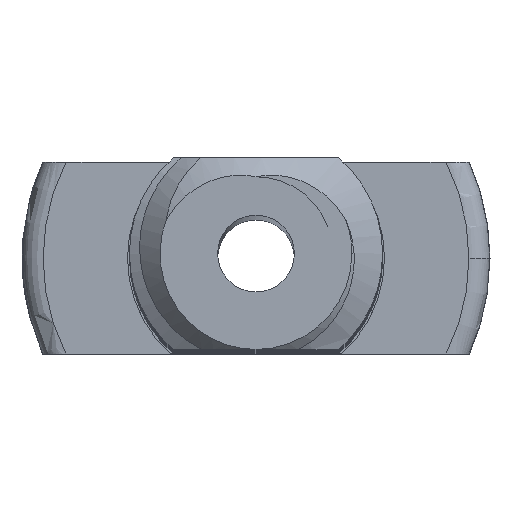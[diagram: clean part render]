
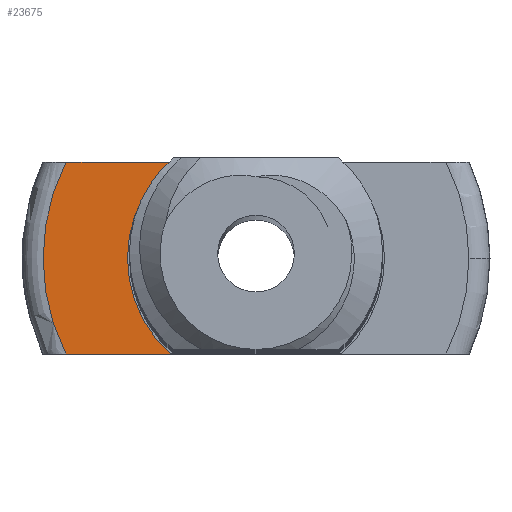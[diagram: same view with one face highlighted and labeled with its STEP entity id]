
A CAD part, top view. The second image highlights one B-rep face of the part: STEP entity #23675.
In plain terms, the highlighted planar face has unit normal (0, 0, 1).
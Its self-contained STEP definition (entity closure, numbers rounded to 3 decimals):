
#5440 = PLANE('',#5441);
#5441 = AXIS2_PLACEMENT_3D('',#5442,#5443,#5444);
#5442 = CARTESIAN_POINT('',(12.5,-2.5,79.627));
#5443 = DIRECTION('',(0.,1.,0.));
#5444 = DIRECTION('',(-1.,0.,0.));
#6229 = PLANE('',#6230);
#6230 = AXIS2_PLACEMENT_3D('',#6231,#6232,#6233);
#6231 = CARTESIAN_POINT('',(-12.5,2.5,79.627));
#6232 = DIRECTION('',(0.,-1.,0.));
#6233 = DIRECTION('',(1.,0.,0.));
#8653 = VERTEX_POINT('',#8654);
#8654 = CARTESIAN_POINT('',(-4.955,-2.5,0.));
#8706 = TOROIDAL_SURFACE('',#8707,5.55,0.55);
#8707 = AXIS2_PLACEMENT_3D('',#8708,#8709,#8710);
#8708 = CARTESIAN_POINT('',(0.,0.,-0.55)
  );
#8709 = DIRECTION('',(0.,0.,1.));
#8710 = DIRECTION('',(1.,0.,0.));
#8737 = EDGE_CURVE('',#8738,#8653,#8740,.T.);
#8738 = VERTEX_POINT('',#8739);
#8739 = CARTESIAN_POINT('',(-2.23,-2.5,0.));
#8740 = SURFACE_CURVE('',#8741,(#8745,#8752),.PCURVE_S1.);
#8741 = LINE('',#8742,#8743);
#8742 = CARTESIAN_POINT('',(6.25,-2.5,0.));
#8743 = VECTOR('',#8744,1.);
#8744 = DIRECTION('',(-1.,0.,0.));
#8745 = PCURVE('',#5440,#8746);
#8746 = DEFINITIONAL_REPRESENTATION('',(#8747),#8751);
#8747 = LINE('',#8748,#8749);
#8748 = CARTESIAN_POINT('',(6.25,-79.627));
#8749 = VECTOR('',#8750,1.);
#8750 = DIRECTION('',(1.,0.));
#8751 = ( GEOMETRIC_REPRESENTATION_CONTEXT(2) 
PARAMETRIC_REPRESENTATION_CONTEXT() REPRESENTATION_CONTEXT('2D SPACE',''
  ) );
#8752 = PCURVE('',#8753,#8758);
#8753 = PLANE('',#8754);
#8754 = AXIS2_PLACEMENT_3D('',#8755,#8756,#8757);
#8755 = CARTESIAN_POINT('',(0.,0.,
    0.));
#8756 = DIRECTION('',(0.,0.,-1.));
#8757 = DIRECTION('',(1.,0.,0.));
#8758 = DEFINITIONAL_REPRESENTATION('',(#8759),#8763);
#8759 = LINE('',#8760,#8761);
#8760 = CARTESIAN_POINT('',(6.25,2.5));
#8761 = VECTOR('',#8762,1.);
#8762 = DIRECTION('',(-1.,0.));
#8763 = ( GEOMETRIC_REPRESENTATION_CONTEXT(2) 
PARAMETRIC_REPRESENTATION_CONTEXT() REPRESENTATION_CONTEXT('2D SPACE',''
  ) );
#8779 = CYLINDRICAL_SURFACE('',#8780,3.35);
#8780 = AXIS2_PLACEMENT_3D('',#8781,#8782,#8783);
#8781 = CARTESIAN_POINT('',(0.,0.,1.8)
  );
#8782 = DIRECTION('',(0.,0.,-1.));
#8783 = DIRECTION('',(1.,0.,0.));
#21450 = VERTEX_POINT('',#21451);
#21451 = CARTESIAN_POINT('',(-2.23,2.5,0.));
#21472 = EDGE_CURVE('',#21473,#21450,#21475,.T.);
#21473 = VERTEX_POINT('',#21474);
#21474 = CARTESIAN_POINT('',(-4.955,2.5,0.));
#21475 = SURFACE_CURVE('',#21476,(#21480,#21487),.PCURVE_S1.);
#21476 = LINE('',#21477,#21478);
#21477 = CARTESIAN_POINT('',(-6.25,2.5,0.));
#21478 = VECTOR('',#21479,1.);
#21479 = DIRECTION('',(1.,0.,0.));
#21480 = PCURVE('',#6229,#21481);
#21481 = DEFINITIONAL_REPRESENTATION('',(#21482),#21486);
#21482 = LINE('',#21483,#21484);
#21483 = CARTESIAN_POINT('',(6.25,-79.627));
#21484 = VECTOR('',#21485,1.);
#21485 = DIRECTION('',(1.,0.));
#21486 = ( GEOMETRIC_REPRESENTATION_CONTEXT(2) 
PARAMETRIC_REPRESENTATION_CONTEXT() REPRESENTATION_CONTEXT('2D SPACE',''
  ) );
#21487 = PCURVE('',#8753,#21488);
#21488 = DEFINITIONAL_REPRESENTATION('',(#21489),#21493);
#21489 = LINE('',#21490,#21491);
#21490 = CARTESIAN_POINT('',(-6.25,-2.5));
#21491 = VECTOR('',#21492,1.);
#21492 = DIRECTION('',(1.,0.));
#21493 = ( GEOMETRIC_REPRESENTATION_CONTEXT(2) 
PARAMETRIC_REPRESENTATION_CONTEXT() REPRESENTATION_CONTEXT('2D SPACE',''
  ) );
#23207 = EDGE_CURVE('',#8738,#21450,#23208,.T.);
#23208 = SURFACE_CURVE('',#23209,(#23214,#23221),.PCURVE_S1.);
#23209 = CIRCLE('',#23210,3.35);
#23210 = AXIS2_PLACEMENT_3D('',#23211,#23212,#23213);
#23211 = CARTESIAN_POINT('',(0.,0.,
    0.));
#23212 = DIRECTION('',(0.,0.,-1.));
#23213 = DIRECTION('',(1.,0.,0.));
#23214 = PCURVE('',#8779,#23215);
#23215 = DEFINITIONAL_REPRESENTATION('',(#23216),#23220);
#23216 = LINE('',#23217,#23218);
#23217 = CARTESIAN_POINT('',(0.,1.8));
#23218 = VECTOR('',#23219,1.);
#23219 = DIRECTION('',(1.,0.));
#23220 = ( GEOMETRIC_REPRESENTATION_CONTEXT(2) 
PARAMETRIC_REPRESENTATION_CONTEXT() REPRESENTATION_CONTEXT('2D SPACE',''
  ) );
#23221 = PCURVE('',#8753,#23222);
#23222 = DEFINITIONAL_REPRESENTATION('',(#23223),#23227);
#23223 = CIRCLE('',#23224,3.35);
#23224 = AXIS2_PLACEMENT_2D('',#23225,#23226);
#23225 = CARTESIAN_POINT('',(0.,0.));
#23226 = DIRECTION('',(1.,0.));
#23227 = ( GEOMETRIC_REPRESENTATION_CONTEXT(2) 
PARAMETRIC_REPRESENTATION_CONTEXT() REPRESENTATION_CONTEXT('2D SPACE',''
  ) );
#23675 = ADVANCED_FACE('',(#23676),#8753,.F.);
#23676 = FACE_BOUND('',#23677,.T.);
#23677 = EDGE_LOOP('',(#23678,#23679,#23680,#23681));
#23678 = ORIENTED_EDGE('',*,*,#8737,.F.);
#23679 = ORIENTED_EDGE('',*,*,#23207,.T.);
#23680 = ORIENTED_EDGE('',*,*,#21472,.F.);
#23681 = ORIENTED_EDGE('',*,*,#23682,.F.);
#23682 = EDGE_CURVE('',#8653,#21473,#23683,.T.);
#23683 = SURFACE_CURVE('',#23684,(#23689,#23696),.PCURVE_S1.);
#23684 = CIRCLE('',#23685,5.55);
#23685 = AXIS2_PLACEMENT_3D('',#23686,#23687,#23688);
#23686 = CARTESIAN_POINT('',(0.,0.,
    0.));
#23687 = DIRECTION('',(0.,0.,-1.));
#23688 = DIRECTION('',(1.,0.,0.));
#23689 = PCURVE('',#8753,#23690);
#23690 = DEFINITIONAL_REPRESENTATION('',(#23691),#23695);
#23691 = CIRCLE('',#23692,5.55);
#23692 = AXIS2_PLACEMENT_2D('',#23693,#23694);
#23693 = CARTESIAN_POINT('',(0.,0.));
#23694 = DIRECTION('',(1.,0.));
#23695 = ( GEOMETRIC_REPRESENTATION_CONTEXT(2) 
PARAMETRIC_REPRESENTATION_CONTEXT() REPRESENTATION_CONTEXT('2D SPACE',''
  ) );
#23696 = PCURVE('',#8706,#23697);
#23697 = DEFINITIONAL_REPRESENTATION('',(#23698),#23702);
#23698 = LINE('',#23699,#23700);
#23699 = CARTESIAN_POINT('',(0.,7.854));
#23700 = VECTOR('',#23701,1.);
#23701 = DIRECTION('',(-1.,0.));
#23702 = ( GEOMETRIC_REPRESENTATION_CONTEXT(2) 
PARAMETRIC_REPRESENTATION_CONTEXT() REPRESENTATION_CONTEXT('2D SPACE',''
  ) );
